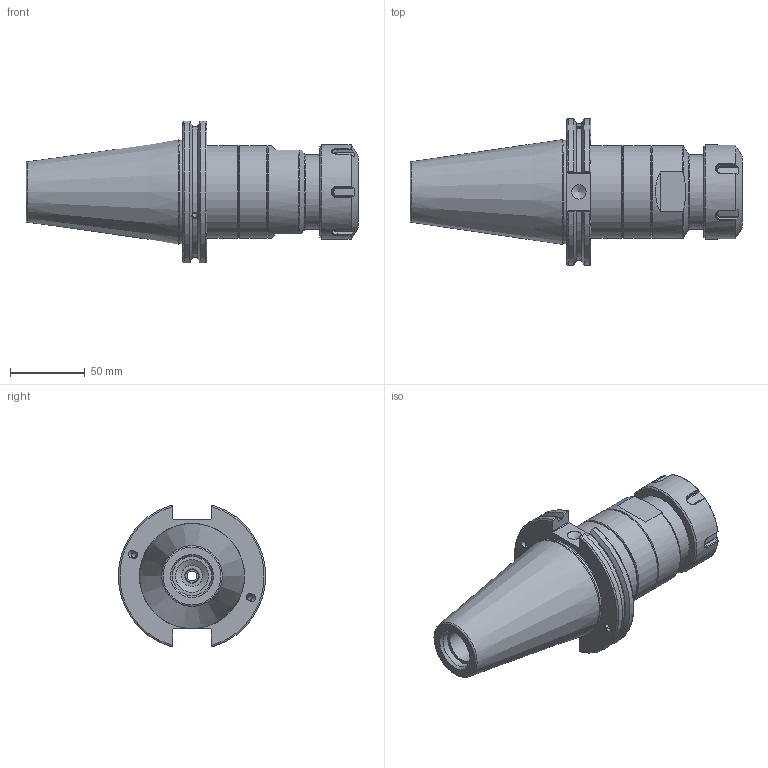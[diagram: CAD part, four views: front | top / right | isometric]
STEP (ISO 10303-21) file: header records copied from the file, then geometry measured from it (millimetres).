
FILE_DESCRIPTION(/* description */ ('','CAx-IF Rec.Pracs.---Representation and Presentation of Product Manufacturing Information (PMI)---4.0---2014-10-13'),/* implementation_level */ '2;1');
FILE_NAME(/* name */ 'JL068SYT.stp',/* time_stamp */ '2025-03-27T08:13:27+09:00',/* author */ ('eos'),/* organization */ (''),/* preprocessor_version */ 'ST-DEVELOPER v20',/* originating_system */ 'Autodesk Inventor 2025',/* authorisation */ '');
FILE_SCHEMA (('AP242_MANAGED_MODEL_BASED_3D_ENGINEERING_MIM_LF { 1 0 10303 442 1 1 4 }'));
Length unit declared in the file: millimetre
Products named in the file (5): LO-CAT50ADB-SYTER33-120; CAT50; SYNCHRO-ER25-36; SYTER16-COVER(RED); ER40NUT
Assembly tree (4 placements, depth 2):
  LO-CAT50ADB-SYTER33-120
    CAT50
    SYNCHRO-ER25-36
    SYTER16-COVER(RED)
    ER40NUT
Bounding box: 221.6 x 98.06 x 94.69 mm (x, y, z)
Volume: 546408.5 mm3; surface area: 97227.5 mm2
Topology: 4 solids, 4 shells, 247 faces, 610 edges, 394 vertices
Faces by surface type: plane 98, cylinder 71, cone 45, torus 27, bspline 6
Full cylindrical faces by diameter (mm): 1.43 x1, 3.242 x4, 4.134 x2, 4.2 x2, 5 x2, 6.647 x1, 8 x4, 8.1 x4, 8.5 x1, 9.525 x1, 14 x1, 21.971 x1, 22.376 x1, 25 x1, 25.4 x2, 26.2 x1, 31 x1, 33.5 x1, 38.9 x1, 41.9 x1, 48.6 x1, 49.7 x1, 50 x2, 50.4 x1, 55.4 x1, 58 x3, 62 x3, 63 x1, 69.25 x1
Entity records: 10038 total; most frequent: CARTESIAN_POINT 3288, DIRECTION 1319, ORIENTED_EDGE 1198, EDGE_CURVE 599, AXIS2_PLACEMENT_3D 542, VERTEX_POINT 394, EDGE_LOOP 297, STYLED_ITEM 262
